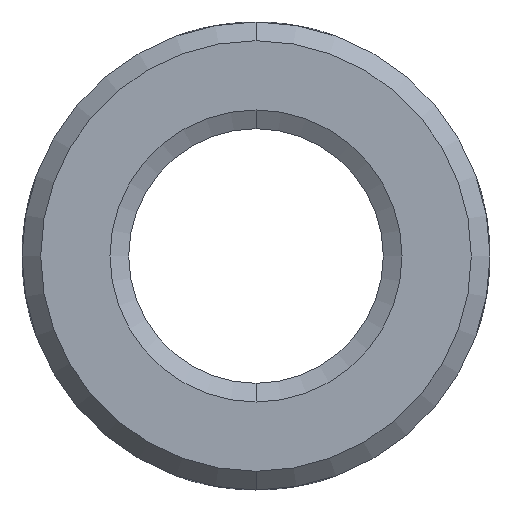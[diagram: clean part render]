
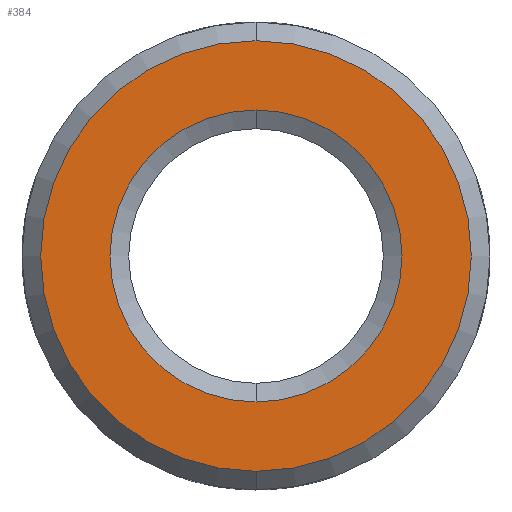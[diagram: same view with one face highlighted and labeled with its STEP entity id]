
A CAD part, front view. The second image highlights one B-rep face of the part: STEP entity #384.
In plain terms, the highlighted planar face has unit normal (0, -1, 0).
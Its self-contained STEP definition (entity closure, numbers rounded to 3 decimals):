
#46 = VERTEX_POINT ( 'NONE', #602 ) ;
#48 = EDGE_CURVE ( 'NONE', #49, #46, #600, .T. ) ;
#49 = VERTEX_POINT ( 'NONE', #595 ) ;
#155 = VERTEX_POINT ( 'NONE', #1000 ) ;
#163 = EDGE_CURVE ( 'NONE', #155, #411, #1089, .T. ) ;
#377 = ORIENTED_EDGE ( 'NONE', *, *, #378, .F. ) ;
#378 = EDGE_CURVE ( 'NONE', #411, #155, #1649, .T. ) ;
#379 = EDGE_LOOP ( 'NONE', ( #380, #381 ) ) ;
#380 = ORIENTED_EDGE ( 'NONE', *, *, #48, .T. ) ;
#381 = ORIENTED_EDGE ( 'NONE', *, *, #414, .T. ) ;
#384 = ADVANCED_FACE ( 'NONE', ( #1604, #1603 ), #1574, .F. ) ;
#385 = EDGE_LOOP ( 'NONE', ( #386, #377 ) ) ;
#386 = ORIENTED_EDGE ( 'NONE', *, *, #163, .F. ) ;
#411 = VERTEX_POINT ( 'NONE', #1785 ) ;
#414 = EDGE_CURVE ( 'NONE', #46, #49, #1779, .T. ) ;
#595 = CARTESIAN_POINT ( 'NONE',  ( 0., -1.587, -1.981 ) ) ;
#596 = DIRECTION ( 'NONE',  ( 0., 0., 1. ) ) ;
#597 = DIRECTION ( 'NONE',  ( 0., 1., 0. ) ) ;
#598 = CARTESIAN_POINT ( 'NONE',  ( 0., -1.587, 0. ) ) ;
#599 = AXIS2_PLACEMENT_3D ( 'NONE', #598, #597, #596 ) ;
#600 = CIRCLE ( 'NONE', #599, 1.981 ) ;
#602 = CARTESIAN_POINT ( 'NONE',  ( 0., -1.587, 1.981 ) ) ;
#1000 = CARTESIAN_POINT ( 'NONE',  ( 0., -1.587, 2.921 ) ) ;
#1087 = CARTESIAN_POINT ( 'NONE',  ( 0., -1.587, 0. ) ) ;
#1088 = AXIS2_PLACEMENT_3D ( 'NONE', #1087, #1092, #1091 ) ;
#1089 = CIRCLE ( 'NONE', #1088, 2.921 ) ;
#1091 = DIRECTION ( 'NONE',  ( 0., 0., 1. ) ) ;
#1092 = DIRECTION ( 'NONE',  ( 0., 1., 0. ) ) ;
#1570 = DIRECTION ( 'NONE',  ( 0., 0., 1. ) ) ;
#1571 = DIRECTION ( 'NONE',  ( 0., 1., 0. ) ) ;
#1572 = CARTESIAN_POINT ( 'NONE',  ( 1.588, -1.587, 0. ) ) ;
#1573 = AXIS2_PLACEMENT_3D ( 'NONE', #1572, #1571, #1570 ) ;
#1574 = PLANE ( 'NONE',  #1573 ) ;
#1603 = FACE_BOUND ( 'NONE', #379, .T. ) ;
#1604 = FACE_OUTER_BOUND ( 'NONE', #385, .T. ) ;
#1646 = DIRECTION ( 'NONE',  ( 0., 0., 1. ) ) ;
#1647 = DIRECTION ( 'NONE',  ( 0., 1., 0. ) ) ;
#1648 = AXIS2_PLACEMENT_3D ( 'NONE', #1651, #1647, #1646 ) ;
#1649 = CIRCLE ( 'NONE', #1648, 2.921 ) ;
#1651 = CARTESIAN_POINT ( 'NONE',  ( 0., -1.587, 0. ) ) ;
#1775 = DIRECTION ( 'NONE',  ( 0., 0., 1. ) ) ;
#1776 = DIRECTION ( 'NONE',  ( 0., 1., 0. ) ) ;
#1777 = CARTESIAN_POINT ( 'NONE',  ( 0., -1.587, 0. ) ) ;
#1778 = AXIS2_PLACEMENT_3D ( 'NONE', #1777, #1776, #1775 ) ;
#1779 = CIRCLE ( 'NONE', #1778, 1.981 ) ;
#1785 = CARTESIAN_POINT ( 'NONE',  ( 0., -1.587, -2.921 ) ) ;
